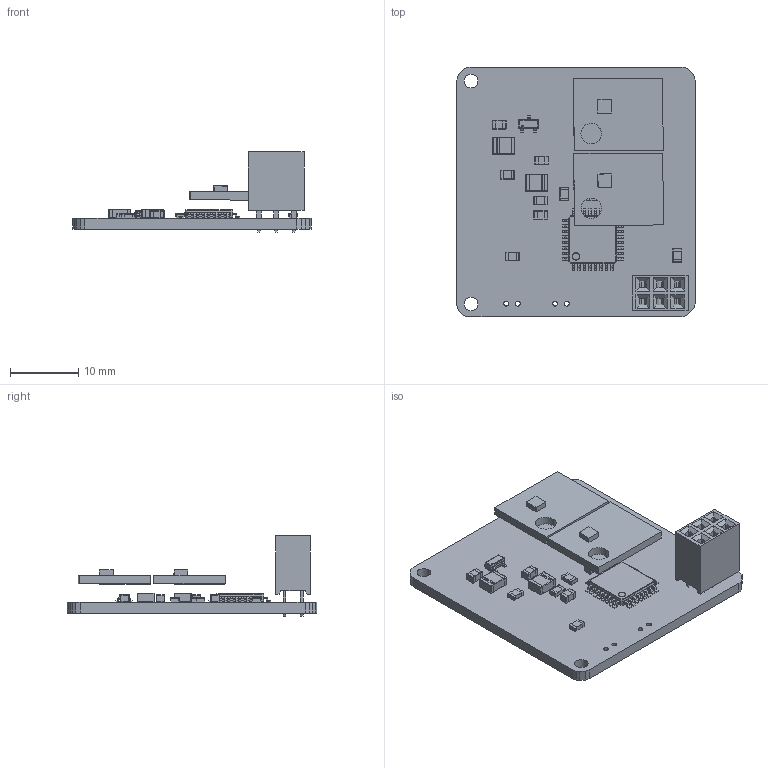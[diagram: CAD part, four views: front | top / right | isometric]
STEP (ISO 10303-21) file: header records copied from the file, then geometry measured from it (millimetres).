
FILE_DESCRIPTION(('for SolidWorks'),'2;1');
FILE_NAME('pcb.step','2024-01-05T14:36:38',('himik'),(''), 'Open CASCADE STEP processor 6.6','DipTrace','Unknown');
FILE_SCHEMA(('AUTOMOTIVE_DESIGN { 1 0 10303 214 1 1 1 1 }'));
Length unit declared in the file: millimetre
Products named in the file (10): PCB_pcb; Board_pcb; ATMEGA328P-AU; max44009; CAP_0805_L; CAPP_1210_L; CAP_0805_M; hdrf-2x3t_2.54x2.54_8x5; BVSS84LT1G; RES_0805_M
Assembly tree (17 placements, depth 2):
  PCB_pcb
    Board_pcb
    ATMEGA328P-AU
    max44009  x2
    CAP_0805_L  x3
    CAPP_1210_L  x2
    CAP_0805_M
    hdrf-2x3t_2.54x2.54_8x5
    BVSS84LT1G
    RES_0805_M  x5
Bounding box: 34.77 x 36.51 x 11.7 mm (x, y, z)
Volume: 2102.8 mm3; surface area: 4507.1 mm2
Topology: 75 solids, 92 shells, 1409 faces, 3337 edges, 2016 vertices
Faces by surface type: plane 849, cylinder 438, sphere 104, bspline 16, torus 2
Full cylindrical faces by diameter (mm): 0.234 x2, 0.7 x4, 1 x2, 2 x2
Entity records: 33167 total; most frequent: CARTESIAN_POINT 6272, DIRECTION 5117, ORIENTED_EDGE 5038, EDGE_CURVE 2519, LINE 1931, VECTOR 1931, VERTEX_POINT 1596, AXIS2_PLACEMENT_3D 1593
